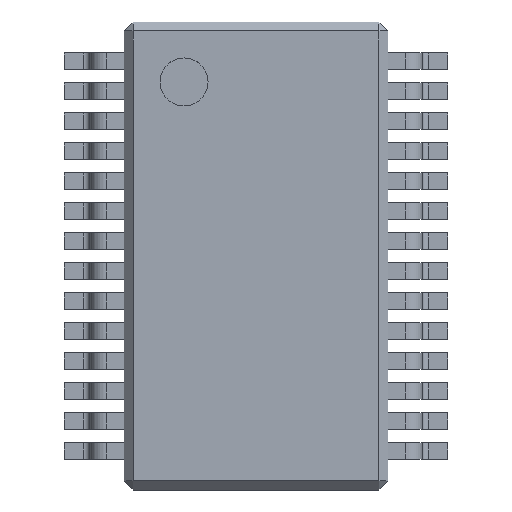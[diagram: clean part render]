
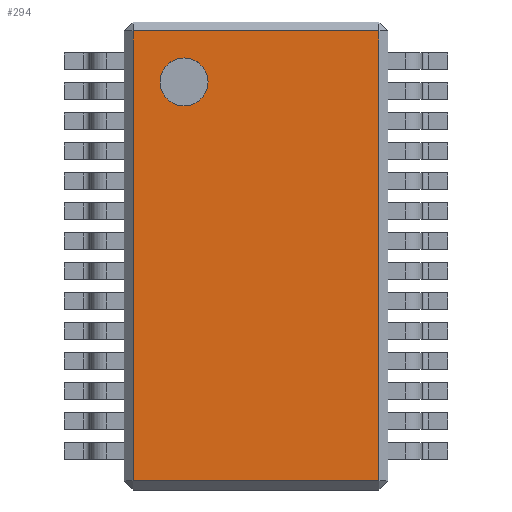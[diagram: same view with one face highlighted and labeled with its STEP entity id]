
A CAD part, top view. The second image highlights one B-rep face of the part: STEP entity #294.
In plain terms, the highlighted planar face has unit normal (0, 0, 1).
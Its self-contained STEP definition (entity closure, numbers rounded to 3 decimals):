
#13=DIRECTION('',(0.,0.,1.));
#14=DIRECTION('',(1.,0.,0.));
#91=VECTOR('',#92,1.);
#92=DIRECTION('',(0.,1.,0.));
#166=VERTEX_POINT('',#167);
#167=CARTESIAN_POINT('',(-2.05,-3.75,1.2));
#175=VERTEX_POINT('',#176);
#176=CARTESIAN_POINT('',(-2.05,3.75,1.2));
#181=ORIENTED_EDGE('',*,*,#182,.F.);
#182=EDGE_CURVE('',#166,#175,#183,.T.);
#183=LINE('',#184,#91);
#184=CARTESIAN_POINT('',(-2.05,-3.9,1.2));
#251=VECTOR('',#14,1.);
#294=ADVANCED_FACE('',(#295,#313),#322,.T.);
#295=FACE_BOUND('',#296,.T.);
#296=EDGE_LOOP('',(#181,#297,#303,#309));
#297=ORIENTED_EDGE('',*,*,#298,.T.);
#298=EDGE_CURVE('',#166,#299,#301,.T.);
#299=VERTEX_POINT('',#300);
#300=CARTESIAN_POINT('',(2.05,-3.75,1.2));
#301=LINE('',#302,#251);
#302=CARTESIAN_POINT('',(-2.2,-3.75,1.2));
#303=ORIENTED_EDGE('',*,*,#304,.T.);
#304=EDGE_CURVE('',#299,#305,#307,.T.);
#305=VERTEX_POINT('',#306);
#306=CARTESIAN_POINT('',(2.05,3.75,1.2));
#307=LINE('',#308,#91);
#308=CARTESIAN_POINT('',(2.05,-3.9,1.2));
#309=ORIENTED_EDGE('',*,*,#310,.F.);
#310=EDGE_CURVE('',#175,#305,#311,.T.);
#311=LINE('',#312,#251);
#312=CARTESIAN_POINT('',(-2.2,3.75,1.2));
#313=FACE_BOUND('',#314,.T.);
#314=EDGE_LOOP('',(#315));
#315=ORIENTED_EDGE('',*,*,#316,.F.);
#316=EDGE_CURVE('',#317,#317,#319,.T.);
#317=VERTEX_POINT('',#318);
#318=CARTESIAN_POINT('',(-0.8,2.9,1.2));
#319=CIRCLE('',#320,0.4);
#320=AXIS2_PLACEMENT_3D('',#321,#13,#14);
#321=CARTESIAN_POINT('',(-1.2,2.9,1.2));
#322=PLANE('',#323);
#323=AXIS2_PLACEMENT_3D('',#324,#13,#14);
#324=CARTESIAN_POINT('',(-2.2,-3.9,1.2));
